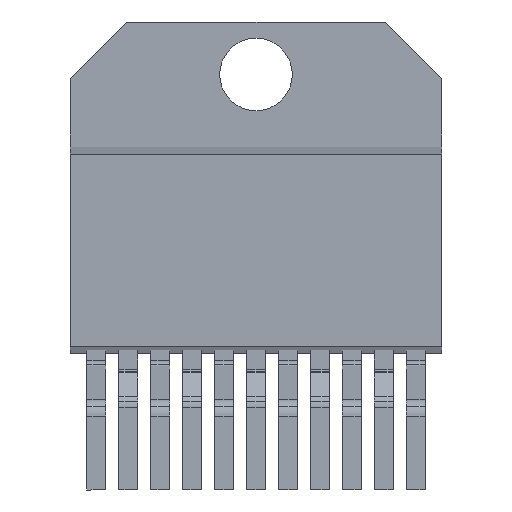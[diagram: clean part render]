
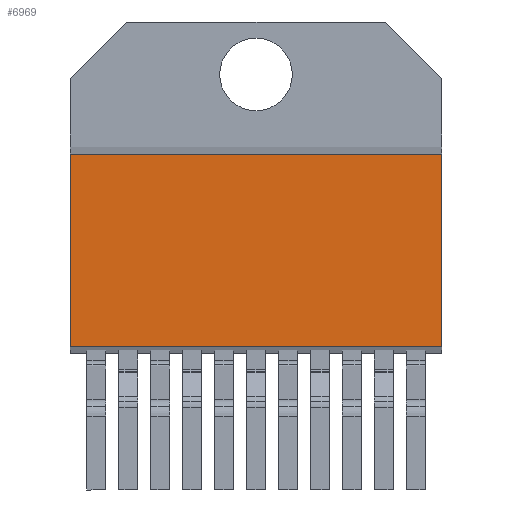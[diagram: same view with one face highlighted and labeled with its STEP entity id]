
A CAD part, front view. The second image highlights one B-rep face of the part: STEP entity #6969.
In plain terms, the highlighted planar face has unit normal (0, -1, 0).
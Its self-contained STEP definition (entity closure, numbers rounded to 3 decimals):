
#6911=CARTESIAN_POINT('',(-9.88,2.21,14.064));
#6912=VERTEX_POINT('',#6911);
#6919=CARTESIAN_POINT('',(9.88,2.21,14.064));
#6920=VERTEX_POINT('',#6919);
#6921=CARTESIAN_POINT('',(9.88,2.21,14.064));
#6922=DIRECTION('',(-1.0,0.0,0.0));
#6923=VECTOR('',#6922,19.76);
#6924=LINE('',#6921,#6923);
#6925=EDGE_CURVE('',#6920,#6912,#6924,.T.);
#6939=CARTESIAN_POINT('',(9.88,2.21,14.064));
#6940=DIRECTION('',(0.0,-1.0,0.0));
#6941=DIRECTION('',(0.0,0.0,-1.0));
#6942=AXIS2_PLACEMENT_3D('',#6939,#6940,#6941);
#6943=PLANE('',#6942);
#6944=CARTESIAN_POINT('',(-9.88,2.21,3.831));
#6945=VERTEX_POINT('',#6944);
#6946=CARTESIAN_POINT('',(-9.88,2.21,14.064));
#6947=DIRECTION('',(0.0,0.0,-1.0));
#6948=VECTOR('',#6947,10.233);
#6949=LINE('',#6946,#6948);
#6950=EDGE_CURVE('',#6912,#6945,#6949,.T.);
#6951=ORIENTED_EDGE('',*,*,#6950,.T.);
#6952=CARTESIAN_POINT('',(9.88,2.21,3.831));
#6953=VERTEX_POINT('',#6952);
#6954=CARTESIAN_POINT('',(9.88,2.21,3.831));
#6955=DIRECTION('',(-1.0,0.0,0.0));
#6956=VECTOR('',#6955,19.76);
#6957=LINE('',#6954,#6956);
#6958=EDGE_CURVE('',#6953,#6945,#6957,.T.);
#6959=ORIENTED_EDGE('',*,*,#6958,.F.);
#6960=CARTESIAN_POINT('',(9.88,2.21,3.831));
#6961=DIRECTION('',(0.0,0.0,1.0));
#6962=VECTOR('',#6961,10.233);
#6963=LINE('',#6960,#6962);
#6964=EDGE_CURVE('',#6953,#6920,#6963,.T.);
#6965=ORIENTED_EDGE('',*,*,#6964,.T.);
#6966=ORIENTED_EDGE('',*,*,#6925,.T.);
#6967=EDGE_LOOP('',(#6951,#6959,#6965,#6966));
#6968=FACE_OUTER_BOUND('',#6967,.T.);
#6969=ADVANCED_FACE('',(#6968),#6943,.T.);
